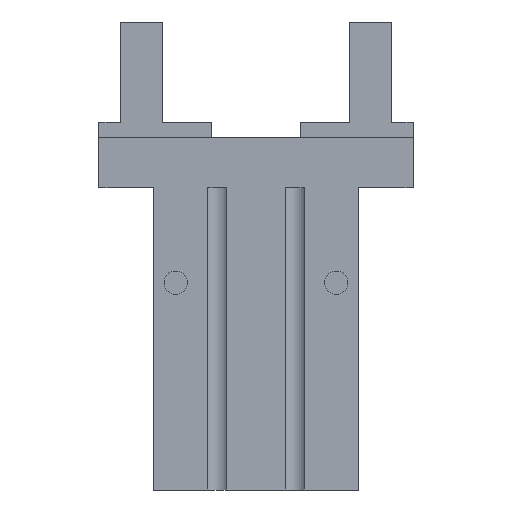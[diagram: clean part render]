
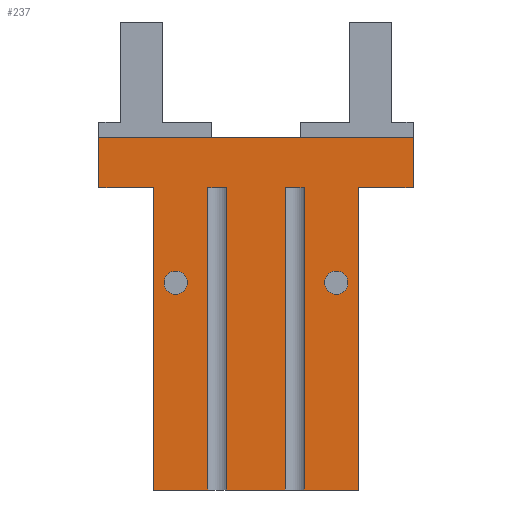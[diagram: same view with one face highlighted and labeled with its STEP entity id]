
A CAD part, left-side view. The second image highlights one B-rep face of the part: STEP entity #237.
In plain terms, the highlighted face is planar.
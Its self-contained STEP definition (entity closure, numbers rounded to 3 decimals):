
#237=ADVANCED_FACE('',(#499,#500,#501),#502,.F.);
#499=FACE_OUTER_BOUND('',#789,.T.);
#500=FACE_BOUND('',#790,.T.);
#501=FACE_BOUND('',#791,.T.);
#502=PLANE('',#792);
#789=EDGE_LOOP('',(#1230,#1231,#1232,#1233,#1234,#1235,#1236,#1237,#1238,#1239,#1240,#1241,#1242,#1243,#1244,#1245));
#790=EDGE_LOOP('',(#1246));
#791=EDGE_LOOP('',(#1247));
#792=AXIS2_PLACEMENT_3D('',#1248,#1249,#1250);
#1230=ORIENTED_EDGE('',*,*,#1777,.F.);
#1231=ORIENTED_EDGE('',*,*,#1723,.T.);
#1232=ORIENTED_EDGE('',*,*,#1675,.F.);
#1233=ORIENTED_EDGE('',*,*,#1778,.F.);
#1234=ORIENTED_EDGE('',*,*,#1779,.F.);
#1235=ORIENTED_EDGE('',*,*,#1780,.F.);
#1236=ORIENTED_EDGE('',*,*,#1781,.F.);
#1237=ORIENTED_EDGE('',*,*,#1782,.F.);
#1238=ORIENTED_EDGE('',*,*,#1783,.F.);
#1239=ORIENTED_EDGE('',*,*,#1784,.F.);
#1240=ORIENTED_EDGE('',*,*,#1683,.F.);
#1241=ORIENTED_EDGE('',*,*,#1785,.F.);
#1242=ORIENTED_EDGE('',*,*,#1786,.F.);
#1243=ORIENTED_EDGE('',*,*,#1787,.T.);
#1244=ORIENTED_EDGE('',*,*,#1679,.F.);
#1245=ORIENTED_EDGE('',*,*,#1716,.F.);
#1246=ORIENTED_EDGE('',*,*,#1753,.F.);
#1247=ORIENTED_EDGE('',*,*,#1750,.F.);
#1248=CARTESIAN_POINT('',(0.,15.3,-11.8));
#1249=DIRECTION('',(0.0,0.0,1.0));
#1250=DIRECTION('',(1.0,0.0,0.0));
#1675=EDGE_CURVE('',#1961,#1962,#1963,.T.);
#1679=EDGE_CURVE('',#1968,#1970,#1971,.T.);
#1683=EDGE_CURVE('',#1976,#1978,#1979,.T.);
#1716=EDGE_CURVE('',#2042,#1968,#2043,.T.);
#1723=EDGE_CURVE('',#2053,#1962,#2054,.T.);
#1750=EDGE_CURVE('',#2093,#2093,#2094,.F.);
#1753=EDGE_CURVE('',#2098,#2098,#2099,.F.);
#1777=EDGE_CURVE('',#2053,#2042,#2136,.T.);
#1778=EDGE_CURVE('',#2137,#1961,#2138,.T.);
#1779=EDGE_CURVE('',#2139,#2137,#2140,.T.);
#1780=EDGE_CURVE('',#2141,#2139,#2142,.T.);
#1781=EDGE_CURVE('',#2143,#2141,#2144,.T.);
#1782=EDGE_CURVE('',#2145,#2143,#2146,.T.);
#1783=EDGE_CURVE('',#2147,#2145,#2148,.T.);
#1784=EDGE_CURVE('',#1978,#2147,#2149,.T.);
#1785=EDGE_CURVE('',#2150,#1976,#2151,.T.);
#1786=EDGE_CURVE('',#2152,#2150,#2153,.T.);
#1787=EDGE_CURVE('',#2152,#1970,#2154,.T.);
#1961=VERTEX_POINT('',#2383);
#1962=VERTEX_POINT('',#2384);
#1963=LINE('',#2385,#2386);
#1968=VERTEX_POINT('',#2392);
#1970=VERTEX_POINT('',#2395);
#1971=LINE('',#2396,#2397);
#1976=VERTEX_POINT('',#2403);
#1978=VERTEX_POINT('',#2406);
#1979=LINE('',#2407,#2408);
#2042=VERTEX_POINT('',#2496);
#2043=LINE('',#2497,#2498);
#2053=VERTEX_POINT('',#2511);
#2054=LINE('',#2512,#2513);
#2093=VERTEX_POINT('',#2556);
#2094=CIRCLE('',#2557,1.75);
#2098=VERTEX_POINT('',#2561);
#2099=CIRCLE('',#2562,1.75);
#2136=LINE('',#2609,#2610);
#2137=VERTEX_POINT('',#2611);
#2138=LINE('',#2612,#2613);
#2139=VERTEX_POINT('',#2614);
#2140=LINE('',#2615,#2616);
#2141=VERTEX_POINT('',#2617);
#2142=LINE('',#2618,#2619);
#2143=VERTEX_POINT('',#2620);
#2144=LINE('',#2621,#2622);
#2145=VERTEX_POINT('',#2623);
#2146=LINE('',#2624,#2625);
#2147=VERTEX_POINT('',#2626);
#2148=LINE('',#2627,#2628);
#2149=LINE('',#2629,#2630);
#2150=VERTEX_POINT('',#2631);
#2151=LINE('',#2632,#2633);
#2152=VERTEX_POINT('',#2634);
#2153=LINE('',#2635,#2636);
#2154=LINE('',#2637,#2638);
#2383=CARTESIAN_POINT('',(45.2,-15.3,-11.8));
#2384=CARTESIAN_POINT('',(45.2,-7.2,-11.8));
#2385=CARTESIAN_POINT('',(45.2,-15.3,-11.8));
#2386=VECTOR('',#2880,1.0);
#2392=CARTESIAN_POINT('',(45.2,-4.4,-11.8));
#2395=CARTESIAN_POINT('',(45.2,4.4,-11.8));
#2396=CARTESIAN_POINT('',(45.2,-15.3,-11.8));
#2397=VECTOR('',#2886,1.0);
#2403=CARTESIAN_POINT('',(45.2,7.2,-11.8));
#2406=CARTESIAN_POINT('',(45.2,15.3,-11.8));
#2407=CARTESIAN_POINT('',(45.2,-15.3,-11.8));
#2408=VECTOR('',#2892,1.0);
#2496=CARTESIAN_POINT('',(0.,-4.4,-11.8));
#2497=CARTESIAN_POINT('',(-5.728,-4.4,-11.8));
#2498=VECTOR('',#2936,1.0);
#2511=CARTESIAN_POINT('',(0.0,-7.2,-11.8));
#2512=CARTESIAN_POINT('',(-5.728,-7.2,-11.8));
#2513=VECTOR('',#2943,1.0);
#2556=CARTESIAN_POINT('',(15.95,12.0,-11.8));
#2557=AXIS2_PLACEMENT_3D('',#2978,#2979,#2980);
#2561=CARTESIAN_POINT('',(15.95,-12.0,-11.8));
#2562=AXIS2_PLACEMENT_3D('',#2984,#2985,#2986);
#2609=CARTESIAN_POINT('',(0.0,-7.2,-11.8));
#2610=VECTOR('',#3012,1.0);
#2611=CARTESIAN_POINT('',(0.,-15.3,-11.8));
#2612=CARTESIAN_POINT('',(0.,-15.3,-11.8));
#2613=VECTOR('',#3013,1.0);
#2614=CARTESIAN_POINT('',(0.,-23.5,-11.8));
#2615=CARTESIAN_POINT('',(0.,-23.5,-11.8));
#2616=VECTOR('',#3014,1.0);
#2617=CARTESIAN_POINT('',(-7.5,-23.5,-11.8));
#2618=CARTESIAN_POINT('',(-7.5,-23.5,-11.8));
#2619=VECTOR('',#3015,1.0);
#2620=CARTESIAN_POINT('',(-7.5,23.5,-11.8));
#2621=CARTESIAN_POINT('',(-7.5,23.5,-11.8));
#2622=VECTOR('',#3016,1.0);
#2623=CARTESIAN_POINT('',(0.0,23.5,-11.8));
#2624=CARTESIAN_POINT('',(0.0,23.5,-11.8));
#2625=VECTOR('',#3017,1.0);
#2626=CARTESIAN_POINT('',(0.0,15.3,-11.8));
#2627=CARTESIAN_POINT('',(0.0,15.3,-11.8));
#2628=VECTOR('',#3018,1.0);
#2629=CARTESIAN_POINT('',(45.2,15.3,-11.8));
#2630=VECTOR('',#3019,1.0);
#2631=CARTESIAN_POINT('',(0.,7.2,-11.8));
#2632=CARTESIAN_POINT('',(-5.728,7.2,-11.8));
#2633=VECTOR('',#3020,1.0);
#2634=CARTESIAN_POINT('',(0.0,4.4,-11.8));
#2635=CARTESIAN_POINT('',(0.0,7.2,-11.8));
#2636=VECTOR('',#3021,1.0);
#2637=CARTESIAN_POINT('',(-5.728,4.4,-11.8));
#2638=VECTOR('',#3022,1.0);
#2880=DIRECTION('',(0.,1.0,0.0));
#2886=DIRECTION('',(0.,1.0,0.0));
#2892=DIRECTION('',(0.,1.0,0.0));
#2936=DIRECTION('',(1.0,0.,0.0));
#2943=DIRECTION('',(1.0,0.,0.0));
#2978=CARTESIAN_POINT('',(14.2,12.0,-11.8));
#2979=DIRECTION('',(0.0,0.0,1.0));
#2980=DIRECTION('',(1.0,0.0,0.0));
#2984=CARTESIAN_POINT('',(14.2,-12.0,-11.8));
#2985=DIRECTION('',(0.0,0.0,1.0));
#2986=DIRECTION('',(1.0,0.0,0.0));
#3012=DIRECTION('',(0.0,1.0,0.));
#3013=DIRECTION('',(1.0,0.,0.0));
#3014=DIRECTION('',(0.,1.0,0.0));
#3015=DIRECTION('',(1.0,0.0,0.0));
#3016=DIRECTION('',(0.,-1.0,0.0));
#3017=DIRECTION('',(-1.0,0.0,0.0));
#3018=DIRECTION('',(0.0,1.0,0.0));
#3019=DIRECTION('',(-1.0,0.,0.0));
#3020=DIRECTION('',(1.0,0.,0.0));
#3021=DIRECTION('',(0.0,1.0,0.));
#3022=DIRECTION('',(1.0,0.,0.0));
